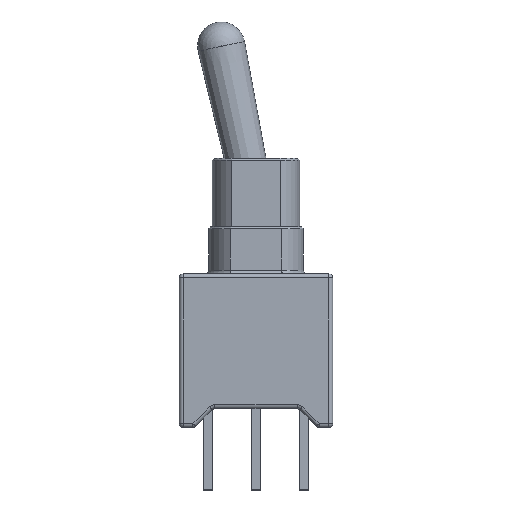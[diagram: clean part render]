
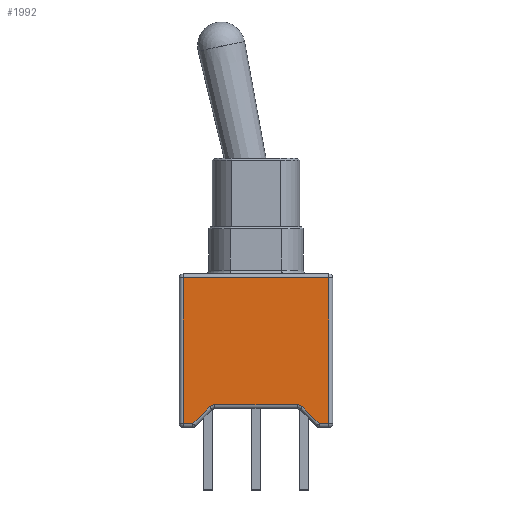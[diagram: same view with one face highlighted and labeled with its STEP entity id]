
A CAD part, top view. The second image highlights one B-rep face of the part: STEP entity #1992.
In plain terms, the highlighted planar face has unit normal (0, 0, 1).
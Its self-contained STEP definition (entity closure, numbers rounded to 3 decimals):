
#107 = VECTOR ( 'NONE', #3020, 1000. ) ;
#127 = ORIENTED_EDGE ( 'NONE', *, *, #3275, .T. ) ;
#194 = DIRECTION ( 'NONE',  ( 0., 0., 1. ) ) ;
#236 = EDGE_CURVE ( 'NONE', #4649, #4827, #1042, .T. ) ;
#247 = VECTOR ( 'NONE', #3709, 1000. ) ;
#298 = VERTEX_POINT ( 'NONE', #3462 ) ;
#333 = VERTEX_POINT ( 'NONE', #830 ) ;
#358 = LINE ( 'NONE', #4337, #3546 ) ;
#458 = LINE ( 'NONE', #1527, #107 ) ;
#511 = CARTESIAN_POINT ( 'NONE',  ( 3.333, 0.2, 2.5 ) ) ;
#520 = LINE ( 'NONE', #3153, #3615 ) ;
#537 = DIRECTION ( 'NONE',  ( 1., 0., 0. ) ) ;
#807 = LINE ( 'NONE', #4484, #3465 ) ;
#824 = CARTESIAN_POINT ( 'NONE',  ( 0., 0., 2.5 ) ) ;
#830 = CARTESIAN_POINT ( 'NONE',  ( -2.45, 1.083, 2.5 ) ) ;
#1014 = VERTEX_POINT ( 'NONE', #2139 ) ;
#1042 = LINE ( 'NONE', #4728, #3755 ) ;
#1058 = DIRECTION ( 'NONE',  ( 1., 0., 0. ) ) ;
#1108 = VECTOR ( 'NONE', #4376, 1000. ) ;
#1203 = CARTESIAN_POINT ( 'NONE',  ( -2.391, 1.141, 2.5 ) ) ;
#1327 = ORIENTED_EDGE ( 'NONE', *, *, #4590, .T. ) ;
#1503 = DIRECTION ( 'NONE',  ( 0., 0., 1. ) ) ;
#1527 = CARTESIAN_POINT ( 'NONE',  ( 3.85, 8.1, 2.5 ) ) ;
#1552 = DIRECTION ( 'NONE',  ( 1., 0., 0. ) ) ;
#1556 = CARTESIAN_POINT ( 'NONE',  ( -3.85, 0.2, 2.5 ) ) ;
#1574 = FACE_OUTER_BOUND ( 'NONE', #2037, .T. ) ;
#1601 = VERTEX_POINT ( 'NONE', #1556 ) ;
#1805 = AXIS2_PLACEMENT_3D ( 'NONE', #824, #3795, #4110 ) ;
#1809 = CIRCLE ( 'NONE', #3764, 0.4 ) ;
#1817 = AXIS2_PLACEMENT_3D ( 'NONE', #2408, #194, #537 ) ;
#1847 = LINE ( 'NONE', #1203, #3514 ) ;
#1859 = EDGE_CURVE ( 'NONE', #298, #2731, #2895, .T. ) ;
#1992 = ADVANCED_FACE ( 'NONE', ( #1574 ), #3101, .T. ) ;
#1995 = DIRECTION ( 'NONE',  ( 1., 0., 0. ) ) ;
#2010 = CARTESIAN_POINT ( 'NONE',  ( 3.85, 0.2, 2.5 ) ) ;
#2013 = EDGE_CURVE ( 'NONE', #4827, #298, #458, .T. ) ;
#2037 = EDGE_LOOP ( 'NONE', ( #3172, #1327, #4379, #4399, #4051, #3515, #127, #4060, #3439, #2623 ) ) ;
#2124 = CIRCLE ( 'NONE', #1817, 0.4 ) ;
#2139 = CARTESIAN_POINT ( 'NONE',  ( 2.45, 1.083, 2.5 ) ) ;
#2205 = CARTESIAN_POINT ( 'NONE',  ( 2.167, 1.2, 2.5 ) ) ;
#2215 = LINE ( 'NONE', #4538, #247 ) ;
#2239 = CARTESIAN_POINT ( 'NONE',  ( -3.333, 0.2, 2.5 ) ) ;
#2408 = CARTESIAN_POINT ( 'NONE',  ( -2.167, 0.8, 2.5 ) ) ;
#2479 = CARTESIAN_POINT ( 'NONE',  ( -2.167, 1.2, 2.5 ) ) ;
#2509 = DIRECTION ( 'NONE',  ( 1., 0., 0. ) ) ;
#2564 = EDGE_CURVE ( 'NONE', #1014, #3631, #1809, .T. ) ;
#2623 = ORIENTED_EDGE ( 'NONE', *, *, #1859, .T. ) ;
#2731 = VERTEX_POINT ( 'NONE', #4001 ) ;
#2895 = LINE ( 'NONE', #2965, #1108 ) ;
#2965 = CARTESIAN_POINT ( 'NONE',  ( 0., 7.9, 2.5 ) ) ;
#2982 = DIRECTION ( 'NONE',  ( 0.707, 0.707, 0. ) ) ;
#3005 = DIRECTION ( 'NONE',  ( 0.707, -0.707, 0. ) ) ;
#3020 = DIRECTION ( 'NONE',  ( 0., 1., 0. ) ) ;
#3101 = PLANE ( 'NONE',  #1805 ) ;
#3153 = CARTESIAN_POINT ( 'NONE',  ( 2.25, 1.2, 2.5 ) ) ;
#3172 = ORIENTED_EDGE ( 'NONE', *, *, #4284, .T. ) ;
#3275 = EDGE_CURVE ( 'NONE', #1014, #4649, #807, .T. ) ;
#3354 = CARTESIAN_POINT ( 'NONE',  ( 2.167, 0.8, 2.5 ) ) ;
#3407 = EDGE_CURVE ( 'NONE', #4829, #333, #2124, .T. ) ;
#3439 = ORIENTED_EDGE ( 'NONE', *, *, #2013, .T. ) ;
#3462 = CARTESIAN_POINT ( 'NONE',  ( 3.85, 7.9, 2.5 ) ) ;
#3465 = VECTOR ( 'NONE', #3005, 1000. ) ;
#3494 = EDGE_CURVE ( 'NONE', #4829, #3631, #520, .T. ) ;
#3514 = VECTOR ( 'NONE', #2982, 1000. ) ;
#3515 = ORIENTED_EDGE ( 'NONE', *, *, #2564, .F. ) ;
#3546 = VECTOR ( 'NONE', #1058, 1000. ) ;
#3615 = VECTOR ( 'NONE', #1995, 1000. ) ;
#3631 = VERTEX_POINT ( 'NONE', #2205 ) ;
#3709 = DIRECTION ( 'NONE',  ( 0., -1., 0. ) ) ;
#3755 = VECTOR ( 'NONE', #2509, 1000. ) ;
#3764 = AXIS2_PLACEMENT_3D ( 'NONE', #3354, #1503, #1552 ) ;
#3795 = DIRECTION ( 'NONE',  ( 0., 0., 1. ) ) ;
#4001 = CARTESIAN_POINT ( 'NONE',  ( -3.85, 7.9, 2.5 ) ) ;
#4051 = ORIENTED_EDGE ( 'NONE', *, *, #3494, .T. ) ;
#4060 = ORIENTED_EDGE ( 'NONE', *, *, #236, .T. ) ;
#4110 = DIRECTION ( 'NONE',  ( 1., 0., 0. ) ) ;
#4282 = VERTEX_POINT ( 'NONE', #2239 ) ;
#4284 = EDGE_CURVE ( 'NONE', #2731, #1601, #2215, .T. ) ;
#4318 = EDGE_CURVE ( 'NONE', #4282, #333, #1847, .T. ) ;
#4337 = CARTESIAN_POINT ( 'NONE',  ( 0., 0.2, 2.5 ) ) ;
#4376 = DIRECTION ( 'NONE',  ( -1., 0., 0. ) ) ;
#4379 = ORIENTED_EDGE ( 'NONE', *, *, #4318, .T. ) ;
#4399 = ORIENTED_EDGE ( 'NONE', *, *, #3407, .F. ) ;
#4484 = CARTESIAN_POINT ( 'NONE',  ( 3.391, 0.141, 2.5 ) ) ;
#4538 = CARTESIAN_POINT ( 'NONE',  ( -3.85, 0., 2.5 ) ) ;
#4590 = EDGE_CURVE ( 'NONE', #1601, #4282, #358, .T. ) ;
#4649 = VERTEX_POINT ( 'NONE', #511 ) ;
#4728 = CARTESIAN_POINT ( 'NONE',  ( 4.05, 0.2, 2.5 ) ) ;
#4827 = VERTEX_POINT ( 'NONE', #2010 ) ;
#4829 = VERTEX_POINT ( 'NONE', #2479 ) ;
